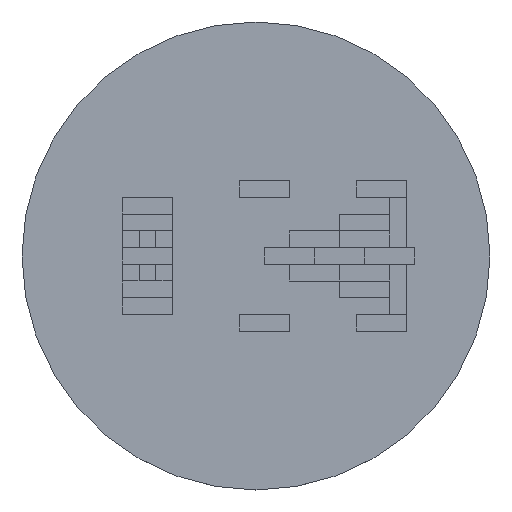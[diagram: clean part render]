
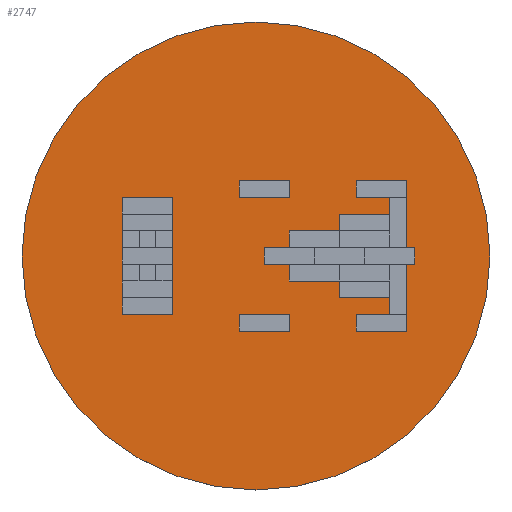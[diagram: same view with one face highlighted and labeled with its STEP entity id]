
A CAD part, top view. The second image highlights one B-rep face of the part: STEP entity #2747.
In plain terms, the highlighted planar face has unit normal (0, 0, 1).
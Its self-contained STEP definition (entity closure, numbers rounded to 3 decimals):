
#16 = DIRECTION ( 'NONE',  ( 1., 0., 0. ) ) ;
#263 = EDGE_CURVE ( 'NONE', #2878, #3129, #4302, .T. ) ;
#411 = CARTESIAN_POINT ( 'NONE',  ( -140., 0., 0. ) ) ;
#815 = CARTESIAN_POINT ( 'NONE',  ( 0., 0., 0. ) ) ;
#1145 = DIRECTION ( 'NONE',  ( 0., 0., 1. ) ) ;
#1206 = DIRECTION ( 'NONE',  ( 1., 0., 0. ) ) ;
#1300 = AXIS2_PLACEMENT_3D ( 'NONE', #4142, #3207, #4461 ) ;
#1560 = FACE_OUTER_BOUND ( 'NONE', #3405, .T. ) ;
#1892 = ORIENTED_EDGE ( 'NONE', *, *, #1961, .T. ) ;
#1961 = EDGE_CURVE ( 'NONE', #3129, #2878, #5151, .T. ) ;
#2089 = CARTESIAN_POINT ( 'NONE',  ( 140., 0., 0. ) ) ;
#2685 = AXIS2_PLACEMENT_3D ( 'NONE', #3730, #3747, #1206 ) ;
#2747 = ADVANCED_FACE ( 'NONE', ( #1560 ), #5343, .T. ) ;
#2878 = VERTEX_POINT ( 'NONE', #2089 ) ;
#3129 = VERTEX_POINT ( 'NONE', #411 ) ;
#3207 = DIRECTION ( 'NONE',  ( 0., 0., 1. ) ) ;
#3405 = EDGE_LOOP ( 'NONE', ( #5284, #1892 ) ) ;
#3730 = CARTESIAN_POINT ( 'NONE',  ( 0., 0., 0. ) ) ;
#3747 = DIRECTION ( 'NONE',  ( 0., 0., 1. ) ) ;
#4142 = CARTESIAN_POINT ( 'NONE',  ( 0., 0., 0. ) ) ;
#4302 = CIRCLE ( 'NONE', #5037, 140. ) ;
#4461 = DIRECTION ( 'NONE',  ( 1., 0., 0. ) ) ;
#5037 = AXIS2_PLACEMENT_3D ( 'NONE', #815, #1145, #16 ) ;
#5151 = CIRCLE ( 'NONE', #1300, 140. ) ;
#5284 = ORIENTED_EDGE ( 'NONE', *, *, #263, .T. ) ;
#5343 = PLANE ( 'NONE',  #2685 ) ;
